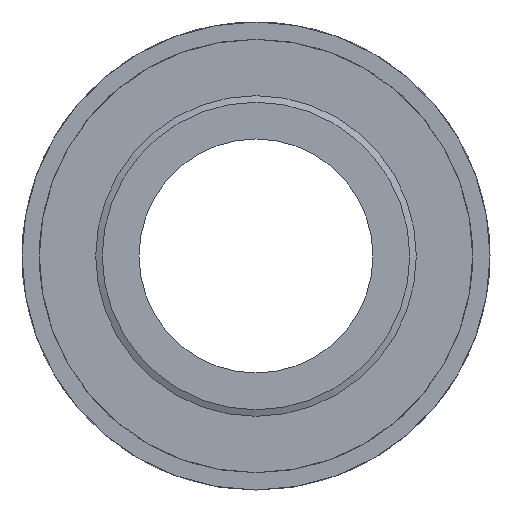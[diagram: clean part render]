
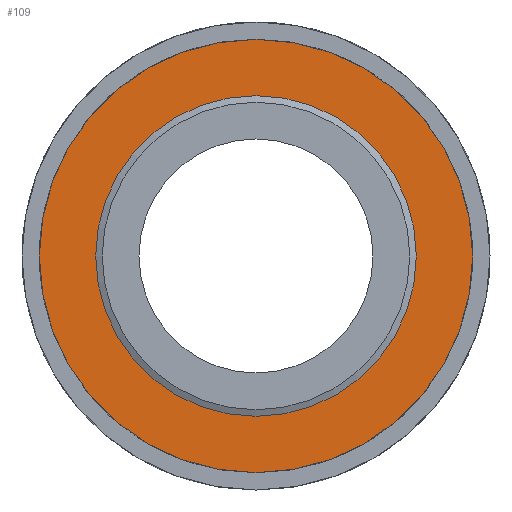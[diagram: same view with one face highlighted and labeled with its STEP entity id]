
A CAD part, left-side view. The second image highlights one B-rep face of the part: STEP entity #109.
In plain terms, the highlighted planar face has unit normal (-1, 0, 0).
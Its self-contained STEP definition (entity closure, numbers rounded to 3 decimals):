
#109 = ADVANCED_FACE( '', ( #198, #199 ), #200, .T. );
#198 = FACE_BOUND( '', #306, .T. );
#199 = FACE_OUTER_BOUND( '', #307, .T. );
#200 = PLANE( '', #308 );
#306 = EDGE_LOOP( '', ( #582 ) );
#307 = EDGE_LOOP( '', ( #583 ) );
#308 = AXIS2_PLACEMENT_3D( '', #584, #585, #586 );
#582 = ORIENTED_EDGE( '', *, *, #758, .T. );
#583 = ORIENTED_EDGE( '', *, *, #712, .F. );
#584 = CARTESIAN_POINT( '', ( -12., 25., 0. ) );
#585 = DIRECTION( '', ( -1., 0., 0. ) );
#586 = DIRECTION( '', ( 0., 0., 1. ) );
#712 = EDGE_CURVE( '', #848, #848, #849, .T. );
#758 = EDGE_CURVE( '', #917, #917, #918, .T. );
#848 = VERTEX_POINT( '', #1166 );
#849 = CIRCLE( '', #1167, 25. );
#917 = VERTEX_POINT( '', #1406 );
#918 = CIRCLE( '', #1407, 18.5 );
#1166 = CARTESIAN_POINT( '', ( -12., 0., -25. ) );
#1167 = AXIS2_PLACEMENT_3D( '', #1503, #1504, #1505 );
#1406 = CARTESIAN_POINT( '', ( -12., 0., -18.5 ) );
#1407 = AXIS2_PLACEMENT_3D( '', #1587, #1588, #1589 );
#1503 = CARTESIAN_POINT( '', ( -12., 0., 0. ) );
#1504 = DIRECTION( '', ( 1., 0., 0. ) );
#1505 = DIRECTION( '', ( 0., 0., -1. ) );
#1587 = CARTESIAN_POINT( '', ( -12., 0., 0. ) );
#1588 = DIRECTION( '', ( 1., 0., 0. ) );
#1589 = DIRECTION( '', ( 0., 0., -1. ) );
